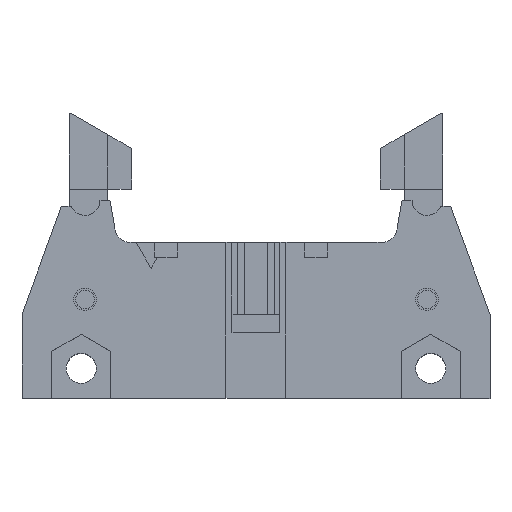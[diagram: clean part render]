
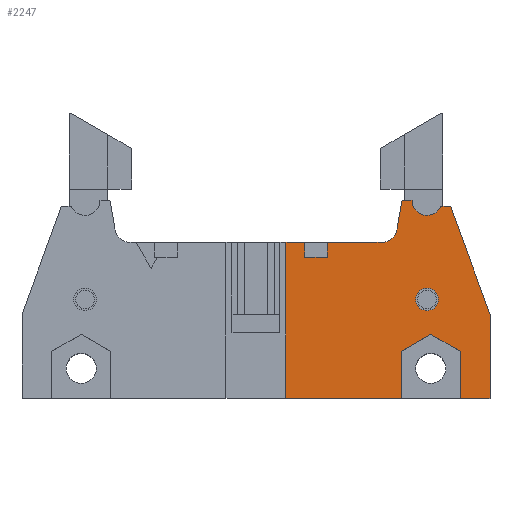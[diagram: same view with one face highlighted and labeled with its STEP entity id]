
A CAD part, top view. The second image highlights one B-rep face of the part: STEP entity #2247.
In plain terms, the highlighted planar face has unit normal (0, 0, 1).
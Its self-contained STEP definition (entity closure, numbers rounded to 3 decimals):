
#1383=CARTESIAN_POINT('',(15.43,6.376,8.636));
#1384=VERTEX_POINT('',#1383);
#1400=CARTESIAN_POINT('',(13.526,6.376,8.636));
#1401=VERTEX_POINT('',#1400);
#1408=CARTESIAN_POINT('',(14.478,6.376,8.636));
#1409=DIRECTION('',(0.0,0.0,-1.0));
#1410=DIRECTION('',(1.0,0.0,0.0));
#1411=AXIS2_PLACEMENT_3D('',#1408,#1409,#1410);
#1412=CIRCLE('',#1411,0.952);
#1413=EDGE_CURVE('',#1384,#1401,#1412,.T.);
#1425=CARTESIAN_POINT('',(11.49,11.498,8.636));
#1426=VERTEX_POINT('',#1425);
#1442=CARTESIAN_POINT('',(10.674,11.201,8.636));
#1443=VERTEX_POINT('',#1442);
#1450=CARTESIAN_POINT('',(10.674,12.471,8.636));
#1451=DIRECTION('',(0.0,0.0,1.));
#1452=DIRECTION('',(0.643,-0.766,0.0));
#1453=AXIS2_PLACEMENT_3D('',#1450,#1451,#1452);
#1454=CIRCLE('',#1453,1.27);
#1455=EDGE_CURVE('',#1443,#1426,#1454,.T.);
#1551=CARTESIAN_POINT('',(14.219,13.514,8.636));
#1552=VERTEX_POINT('',#1551);
#1568=CARTESIAN_POINT('',(13.208,14.757,8.636));
#1569=VERTEX_POINT('',#1568);
#1576=CARTESIAN_POINT('',(14.478,14.757,8.636));
#1577=DIRECTION('',(0.0,0.0,1.));
#1578=DIRECTION('',(-0.204,-0.979,0.0));
#1579=AXIS2_PLACEMENT_3D('',#1576,#1577,#1578);
#1580=CIRCLE('',#1579,1.27);
#1581=EDGE_CURVE('',#1569,#1552,#1580,.T.);
#1704=CARTESIAN_POINT('',(2.54,-2.007,8.636));
#1705=VERTEX_POINT('',#1704);
#1712=CARTESIAN_POINT('',(2.54,11.201,8.636));
#1713=VERTEX_POINT('',#1712);
#1714=CARTESIAN_POINT('',(2.54,11.201,8.636));
#1715=DIRECTION('',(0.0,-1.0,0.0));
#1716=VECTOR('',#1715,13.208);
#1717=LINE('',#1714,#1716);
#1718=EDGE_CURVE('',#1713,#1705,#1717,.T.);
#1971=CARTESIAN_POINT('',(19.812,-2.007,8.636));
#1972=VERTEX_POINT('',#1971);
#1979=CARTESIAN_POINT('',(17.298,-2.007,8.636));
#1980=VERTEX_POINT('',#1979);
#1981=CARTESIAN_POINT('',(19.812,-2.007,8.636));
#1982=DIRECTION('',(-1.,0.,0.0));
#1983=VECTOR('',#1982,2.515);
#1984=LINE('',#1981,#1983);
#1985=EDGE_CURVE('',#1972,#1980,#1984,.T.);
#2003=CARTESIAN_POINT('',(12.294,-2.007,8.636));
#2004=VERTEX_POINT('',#2003);
#2011=CARTESIAN_POINT('',(12.294,-2.007,8.636));
#2012=DIRECTION('',(-1.,0.,0.0));
#2013=VECTOR('',#2012,9.754);
#2014=LINE('',#2011,#2013);
#2015=EDGE_CURVE('',#2004,#1705,#2014,.T.);
#2033=CARTESIAN_POINT('',(12.294,1.978,8.636));
#2034=VERTEX_POINT('',#2033);
#2041=CARTESIAN_POINT('',(12.294,-2.007,8.636));
#2042=DIRECTION('',(0.,1.0,0.));
#2043=VECTOR('',#2042,3.985);
#2044=LINE('',#2041,#2043);
#2045=EDGE_CURVE('',#2004,#2034,#2044,.T.);
#2098=CARTESIAN_POINT('',(17.298,1.978,8.636));
#2099=VERTEX_POINT('',#2098);
#2100=CARTESIAN_POINT('',(17.298,1.978,8.636));
#2101=DIRECTION('',(0.,-1.0,0.));
#2102=VECTOR('',#2101,3.985);
#2103=LINE('',#2100,#2102);
#2104=EDGE_CURVE('',#2099,#1980,#2103,.T.);
#2117=CARTESIAN_POINT('',(-2.54,5.43,8.636));
#2118=DIRECTION('',(0.0,0.0,1.0));
#2119=DIRECTION('',(1.0,0.0,0.0));
#2120=AXIS2_PLACEMENT_3D('',#2117,#2118,#2119);
#2121=PLANE('',#2120);
#2122=ORIENTED_EDGE('',*,*,#1718,.T.);
#2123=ORIENTED_EDGE('',*,*,#2015,.F.);
#2124=ORIENTED_EDGE('',*,*,#2045,.T.);
#2125=CARTESIAN_POINT('',(14.796,3.423,8.636));
#2126=VERTEX_POINT('',#2125);
#2127=CARTESIAN_POINT('',(12.294,1.978,8.636));
#2128=DIRECTION('',(0.866,0.5,0.0));
#2129=VECTOR('',#2128,2.889);
#2130=LINE('',#2127,#2129);
#2131=EDGE_CURVE('',#2034,#2126,#2130,.T.);
#2132=ORIENTED_EDGE('',*,*,#2131,.T.);
#2133=CARTESIAN_POINT('',(14.796,3.423,8.636));
#2134=DIRECTION('',(0.866,-0.5,0.0));
#2135=VECTOR('',#2134,2.889);
#2136=LINE('',#2133,#2135);
#2137=EDGE_CURVE('',#2126,#2099,#2136,.T.);
#2138=ORIENTED_EDGE('',*,*,#2137,.T.);
#2139=ORIENTED_EDGE('',*,*,#2104,.T.);
#2140=ORIENTED_EDGE('',*,*,#1985,.F.);
#2141=CARTESIAN_POINT('',(19.812,5.105,8.636));
#2142=VERTEX_POINT('',#2141);
#2143=CARTESIAN_POINT('',(19.812,5.105,8.636));
#2144=DIRECTION('',(0.0,-1.0,0.0));
#2145=VECTOR('',#2144,7.112);
#2146=LINE('',#2143,#2145);
#2147=EDGE_CURVE('',#2142,#1972,#2146,.T.);
#2148=ORIENTED_EDGE('',*,*,#2147,.F.);
#2149=CARTESIAN_POINT('',(16.484,14.249,8.636));
#2150=VERTEX_POINT('',#2149);
#2151=CARTESIAN_POINT('',(16.484,14.249,8.636));
#2152=DIRECTION('',(0.342,-0.94,0.0));
#2153=VECTOR('',#2152,9.731);
#2154=LINE('',#2151,#2153);
#2155=EDGE_CURVE('',#2150,#2142,#2154,.T.);
#2156=ORIENTED_EDGE('',*,*,#2155,.F.);
#2157=CARTESIAN_POINT('',(15.642,14.249,8.636));
#2158=VERTEX_POINT('',#2157);
#2159=CARTESIAN_POINT('',(15.642,14.249,8.636));
#2160=DIRECTION('',(1.0,0.0,0.0));
#2161=VECTOR('',#2160,0.842);
#2162=LINE('',#2159,#2161);
#2163=EDGE_CURVE('',#2158,#2150,#2162,.T.);
#2164=ORIENTED_EDGE('',*,*,#2163,.F.);
#2165=CARTESIAN_POINT('',(14.478,14.757,8.636));
#2166=DIRECTION('',(0.0,0.0,1.));
#2167=DIRECTION('',(-0.204,-0.979,0.0));
#2168=AXIS2_PLACEMENT_3D('',#2165,#2166,#2167);
#2169=CIRCLE('',#2168,1.27);
#2170=EDGE_CURVE('',#1552,#2158,#2169,.T.);
#2171=ORIENTED_EDGE('',*,*,#2170,.F.);
#2172=ORIENTED_EDGE('',*,*,#1581,.F.);
#2173=CARTESIAN_POINT('',(12.366,14.757,8.636));
#2174=VERTEX_POINT('',#2173);
#2175=CARTESIAN_POINT('',(12.366,14.757,8.636));
#2176=DIRECTION('',(1.0,0.,0.0));
#2177=VECTOR('',#2176,0.842);
#2178=LINE('',#2175,#2177);
#2179=EDGE_CURVE('',#2174,#1569,#2178,.T.);
#2180=ORIENTED_EDGE('',*,*,#2179,.F.);
#2181=CARTESIAN_POINT('',(11.925,12.251,8.636));
#2182=VERTEX_POINT('',#2181);
#2183=CARTESIAN_POINT('',(11.925,12.251,8.636));
#2184=DIRECTION('',(0.174,0.985,0.0));
#2185=VECTOR('',#2184,2.545);
#2186=LINE('',#2183,#2185);
#2187=EDGE_CURVE('',#2182,#2174,#2186,.T.);
#2188=ORIENTED_EDGE('',*,*,#2187,.F.);
#2189=CARTESIAN_POINT('',(10.674,12.471,8.636));
#2190=DIRECTION('',(0.0,0.0,1.));
#2191=DIRECTION('',(0.643,-0.766,0.0));
#2192=AXIS2_PLACEMENT_3D('',#2189,#2190,#2191);
#2193=CIRCLE('',#2192,1.27);
#2194=EDGE_CURVE('',#1426,#2182,#2193,.T.);
#2195=ORIENTED_EDGE('',*,*,#2194,.F.);
#2196=ORIENTED_EDGE('',*,*,#1455,.F.);
#2197=CARTESIAN_POINT('',(6.039,11.201,8.636));
#2198=VERTEX_POINT('',#2197);
#2199=CARTESIAN_POINT('',(6.039,11.201,8.636));
#2200=DIRECTION('',(1.,0.,0.0));
#2201=VECTOR('',#2200,4.635);
#2202=LINE('',#2199,#2201);
#2203=EDGE_CURVE('',#2198,#1443,#2202,.T.);
#2204=ORIENTED_EDGE('',*,*,#2203,.F.);
#2205=CARTESIAN_POINT('',(6.039,9.931,8.636));
#2206=VERTEX_POINT('',#2205);
#2207=CARTESIAN_POINT('',(6.039,11.201,8.636));
#2208=DIRECTION('',(0.,-1.,0.));
#2209=VECTOR('',#2208,1.27);
#2210=LINE('',#2207,#2209);
#2211=EDGE_CURVE('',#2198,#2206,#2210,.T.);
#2212=ORIENTED_EDGE('',*,*,#2211,.T.);
#2213=CARTESIAN_POINT('',(4.121,9.931,8.636));
#2214=VERTEX_POINT('',#2213);
#2215=CARTESIAN_POINT('',(6.039,9.931,8.636));
#2216=DIRECTION('',(-1.,0.,0.));
#2217=VECTOR('',#2216,1.918);
#2218=LINE('',#2215,#2217);
#2219=EDGE_CURVE('',#2206,#2214,#2218,.T.);
#2220=ORIENTED_EDGE('',*,*,#2219,.T.);
#2221=CARTESIAN_POINT('',(4.122,11.201,8.636));
#2222=VERTEX_POINT('',#2221);
#2223=CARTESIAN_POINT('',(4.121,9.931,8.636));
#2224=DIRECTION('',(0.,1.,0.));
#2225=VECTOR('',#2224,1.27);
#2226=LINE('',#2223,#2225);
#2227=EDGE_CURVE('',#2214,#2222,#2226,.T.);
#2228=ORIENTED_EDGE('',*,*,#2227,.T.);
#2229=CARTESIAN_POINT('',(2.54,11.201,8.636));
#2230=DIRECTION('',(1.,0.,0.));
#2231=VECTOR('',#2230,1.582);
#2232=LINE('',#2229,#2231);
#2233=EDGE_CURVE('',#1713,#2222,#2232,.T.);
#2234=ORIENTED_EDGE('',*,*,#2233,.F.);
#2235=EDGE_LOOP('',(#2122,#2123,#2124,#2132,#2138,#2139,#2140,#2148,#2156,#2164,#2171,#2172,#2180,#2188,#2195,#2196,#2204,#2212,#2220,#2228,#2234));
#2236=FACE_OUTER_BOUND('',#2235,.T.);
#2237=ORIENTED_EDGE('',*,*,#1413,.T.);
#2238=CARTESIAN_POINT('',(14.478,6.376,8.636));
#2239=DIRECTION('',(0.0,0.0,-1.0));
#2240=DIRECTION('',(1.0,0.0,0.0));
#2241=AXIS2_PLACEMENT_3D('',#2238,#2239,#2240);
#2242=CIRCLE('',#2241,0.952);
#2243=EDGE_CURVE('',#1401,#1384,#2242,.T.);
#2244=ORIENTED_EDGE('',*,*,#2243,.T.);
#2245=EDGE_LOOP('',(#2237,#2244));
#2246=FACE_BOUND('',#2245,.T.);
#2247=ADVANCED_FACE('',(#2236,#2246),#2121,.T.);
